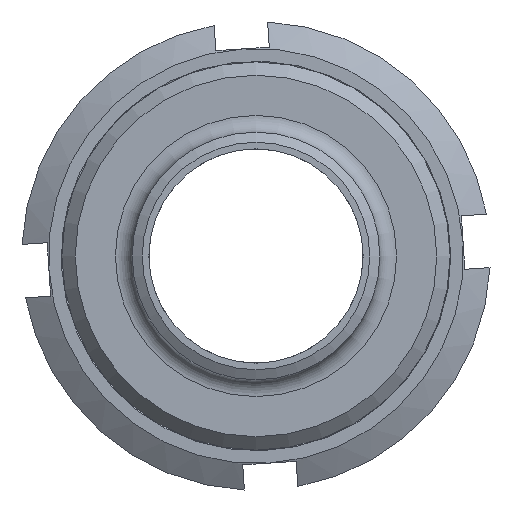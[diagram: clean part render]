
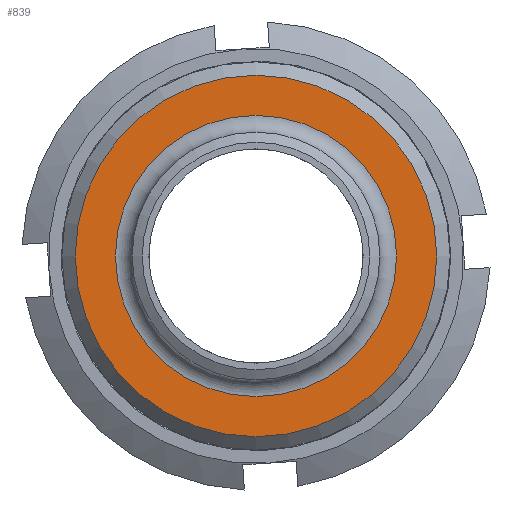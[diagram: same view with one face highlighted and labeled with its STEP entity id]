
A CAD part, left-side view. The second image highlights one B-rep face of the part: STEP entity #839.
In plain terms, the highlighted planar face has unit normal (-1, 0, 0).
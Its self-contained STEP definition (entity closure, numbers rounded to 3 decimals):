
#103=PLANE('',#940);
#147=FACE_BOUND('',#290,.T.);
#205=FACE_OUTER_BOUND('',#289,.T.);
#289=EDGE_LOOP('',(#699));
#290=EDGE_LOOP('',(#700));
#345=CIRCLE('',#939,27.);
#346=CIRCLE('',#941,21.);
#417=VERTEX_POINT('',#1452);
#418=VERTEX_POINT('',#1455);
#513=EDGE_CURVE('',#417,#417,#345,.T.);
#514=EDGE_CURVE('',#418,#418,#346,.T.);
#699=ORIENTED_EDGE('',*,*,#513,.F.);
#700=ORIENTED_EDGE('',*,*,#514,.F.);
#839=ADVANCED_FACE('',(#205,#147),#103,.T.);
#939=AXIS2_PLACEMENT_3D('',#1453,#1153,#1154);
#940=AXIS2_PLACEMENT_3D('',#1454,#1155,#1156);
#941=AXIS2_PLACEMENT_3D('',#1456,#1157,#1158);
#1153=DIRECTION('center_axis',(1.,0.,0.));
#1154=DIRECTION('ref_axis',(0.,-1.,0.));
#1155=DIRECTION('center_axis',(-1.,0.,0.));
#1156=DIRECTION('ref_axis',(0.,0.,1.));
#1157=DIRECTION('center_axis',(-1.,0.,0.));
#1158=DIRECTION('ref_axis',(0.,-1.,0.));
#1452=CARTESIAN_POINT('',(-13.,27.,0.));
#1453=CARTESIAN_POINT('Origin',(-13.,0.,0.));
#1454=CARTESIAN_POINT('Origin',(-13.,29.,0.));
#1455=CARTESIAN_POINT('',(-13.,21.,0.));
#1456=CARTESIAN_POINT('Origin',(-13.,0.,0.));
